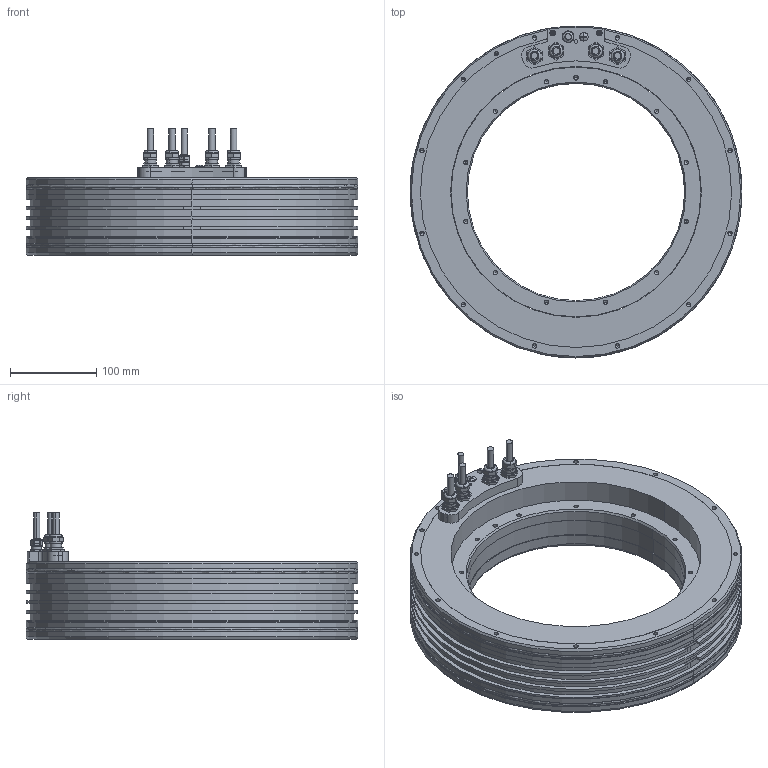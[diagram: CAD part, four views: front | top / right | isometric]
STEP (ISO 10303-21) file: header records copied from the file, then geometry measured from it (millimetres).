
FILE_DESCRIPTION((''),'2;1');
FILE_NAME('PRT0001','2024-04-10T08:57:33',('ch5533'),(''),'CREO PARAMETRIC BY PTC INC, 2022162','CREO PARAMETRIC BY PTC INC, 2022162','');
FILE_SCHEMA(('AUTOMOTIVE_DESIGN { 1 0 10303 214 1 1 1 1 }'));
Products named in the file (1): PRT0001
Bounding box: 385 x 385 x 146.5 mm (x, y, z)
Volume: 5113360.9 mm3; surface area: 534857.1 mm2
Topology: 4 solids, 23 shells, 990 faces, 2318 edges, 1358 vertices
Faces by surface type: plane 339, cylinder 335, cone 246, torus 60, revolution 8, sphere 2
Entity records: 44774 total; most frequent: CARTESIAN_POINT 20960, DIRECTION 5013, ORIENTED_EDGE 4424, EDGE_CURVE 2212, AXIS2_PLACEMENT_3D 1975, VERTEX_POINT 1358, EDGE_LOOP 1120, VECTOR 1055
